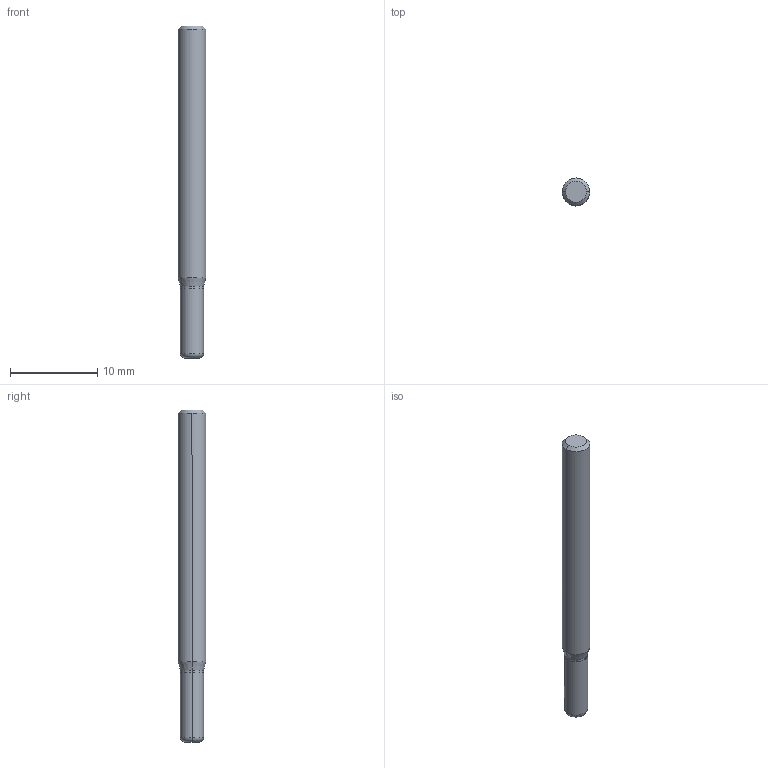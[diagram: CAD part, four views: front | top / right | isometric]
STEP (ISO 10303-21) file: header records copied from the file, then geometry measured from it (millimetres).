
FILE_DESCRIPTION (( 'STEP AP203' ), '1' );
FILE_NAME ('09093.STEP', '2024-02-29T22:03:21', ( '' ), ( '' ), 'SwSTEP 2.0', 'SolidWorks 2023', '' );
FILE_SCHEMA (( 'CONFIG_CONTROL_DESIGN' ));
Length unit declared in the file: inch
Products named in the file (1): 09093
Bounding box: 3.17 x 3.17 x 38.1 mm (x, y, z)
Volume: 280.2 mm3; surface area: 386.7 mm2
Topology: 2 solids, 2 shells, 18 faces, 32 edges, 18 vertices
Faces by surface type: cylinder 6, cone 6, plane 4, torus 2
Entity records: 513 total; most frequent: DIRECTION 90, CARTESIAN_POINT 69, ORIENTED_EDGE 64, AXIS2_PLACEMENT_3D 39, EDGE_CURVE 32, CIRCLE 20, FACE_OUTER_BOUND 18, EDGE_LOOP 18
